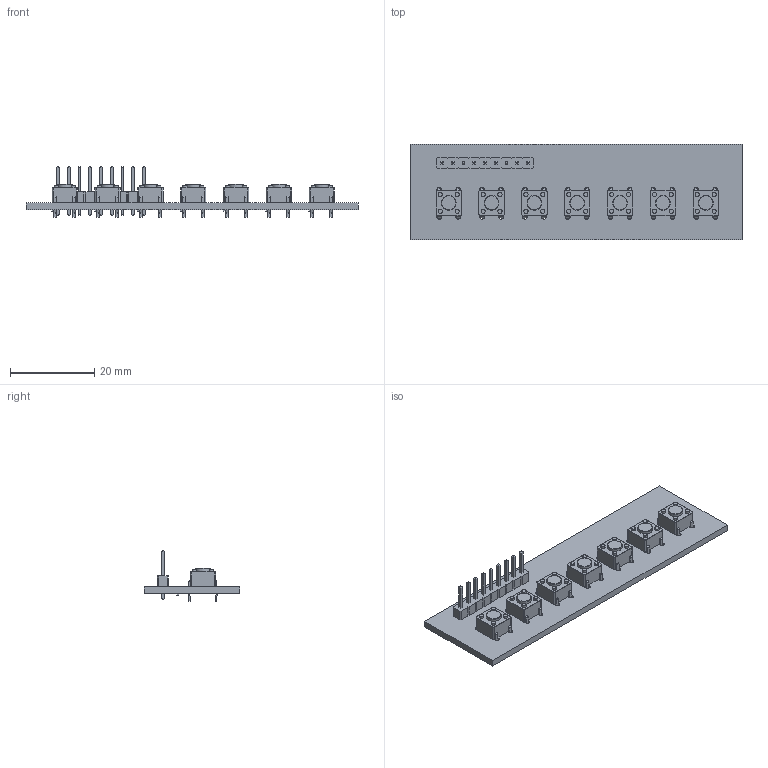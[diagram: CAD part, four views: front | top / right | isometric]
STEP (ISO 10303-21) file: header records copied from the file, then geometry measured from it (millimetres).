
FILE_DESCRIPTION(('KiCad electronic assembly'),'2;1');
FILE_NAME('mini_keyboard.step','2021-03-19T13:57:58',('An Author'),( 'A Company'),'Open CASCADE STEP processor 6.9', 'KiCad to STEP converter','Unknown');
FILE_SCHEMA(('AUTOMOTIVE_DESIGN { 1 0 10303 214 1 1 1 1 }'));
Length unit declared in the file: millimetre
Products named in the file (8): Open CASCADE STEP translator 6.9 1; SW_PUSH_6mm; SOLID; R_0402_1005Metric; PinHeader_1x09_P2.54mm_Vertical; COMPOUND
Assembly tree (19 placements, depth 3):
  Open CASCADE STEP translator 6.9 1
    SW_PUSH_6mm  x7
      SOLID
    R_0402_1005Metric  x7
      SOLID
    PinHeader_1x09_P2.54mm_Vertical
      SOLID
    COMPOUND
Bounding box: 78.74 x 22.73 x 12.04 mm (x, y, z)
Volume: 3980.7 mm3; surface area: 5925.9 mm2
Topology: 16 solids, 16 shells, 1180 faces, 3066 edges, 1971 vertices
Faces by surface type: plane 793, cylinder 380, torus 7
Full cylindrical faces by diameter (mm): 1 x37, 1.1 x28, 3.5 x7
Entity records: 27561 total; most frequent: CARTESIAN_POINT 4293, DIRECTION 3943, LINE 2654, VECTOR 2654, ORIENTED_EDGE 1992, PCURVE 1992, DEFINITIONAL_REPRESENTATION 1992, EDGE_CURVE 996
